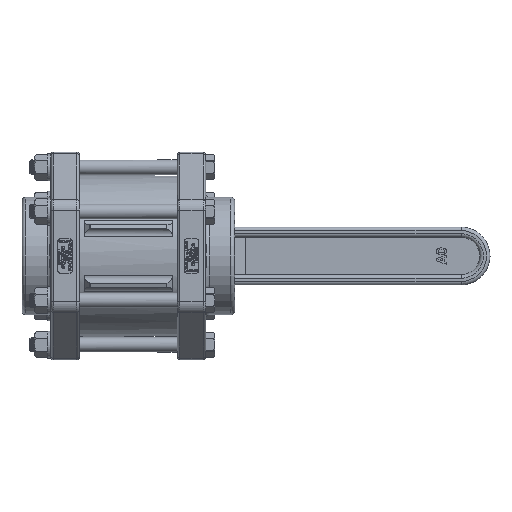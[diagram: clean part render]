
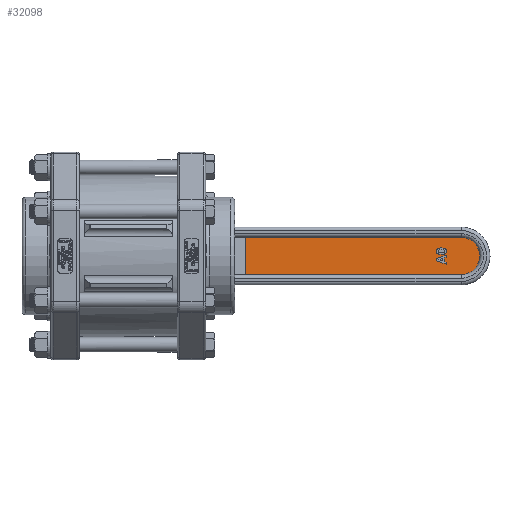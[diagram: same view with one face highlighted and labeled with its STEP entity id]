
A CAD part, front view. The second image highlights one B-rep face of the part: STEP entity #32098.
In plain terms, the highlighted planar face has unit normal (0, -1, 0).
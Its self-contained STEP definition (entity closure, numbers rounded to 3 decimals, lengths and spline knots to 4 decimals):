
#785=B_SPLINE_CURVE_WITH_KNOTS('',2,(#47454,#47455,#47456),
 .UNSPECIFIED.,.F.,.F.,(3,3),(0.,1.),.UNSPECIFIED.);
#787=B_SPLINE_CURVE_WITH_KNOTS('',2,(#47470,#47471,#47472),
 .UNSPECIFIED.,.F.,.F.,(3,3),(0.,1.),.UNSPECIFIED.);
#789=B_SPLINE_CURVE_WITH_KNOTS('',2,(#47485,#47486,#47487),
 .UNSPECIFIED.,.F.,.F.,(3,3),(0.,1.),.UNSPECIFIED.);
#791=B_SPLINE_CURVE_WITH_KNOTS('',2,(#47500,#47501,#47502),
 .UNSPECIFIED.,.F.,.F.,(3,3),(0.,1.),.UNSPECIFIED.);
#793=B_SPLINE_CURVE_WITH_KNOTS('',2,(#47515,#47516,#47517),
 .UNSPECIFIED.,.F.,.F.,(3,3),(0.,1.),.UNSPECIFIED.);
#795=B_SPLINE_CURVE_WITH_KNOTS('',2,(#47530,#47531,#47532),
 .UNSPECIFIED.,.F.,.F.,(3,3),(0.,1.),.UNSPECIFIED.);
#797=B_SPLINE_CURVE_WITH_KNOTS('',2,(#47545,#47546,#47547),
 .UNSPECIFIED.,.F.,.F.,(3,3),(0.,1.),.UNSPECIFIED.);
#799=B_SPLINE_CURVE_WITH_KNOTS('',2,(#47557,#47558,#47559),
 .UNSPECIFIED.,.F.,.F.,(3,3),(0.,1.),.UNSPECIFIED.);
#1529=FACE_BOUND('',#4309,.T.);
#1530=FACE_BOUND('',#4310,.T.);
#2456=FACE_OUTER_BOUND('',#4308,.T.);
#4308=EDGE_LOOP('',(#22422,#22423,#22424,#22425));
#4309=EDGE_LOOP('',(#22426,#22427,#22428,#22429,#22430,#22431,#22432,#22433));
#4310=EDGE_LOOP('',(#22434,#22435,#22436,#22437,#22438,#22439,#22440,#22441));
#6284=CIRCLE('',#34628,0.48);
#7085=LINE('',#47278,#10193);
#7089=LINE('',#47285,#10197);
#7092=LINE('',#47291,#10200);
#7095=LINE('',#47297,#10203);
#7098=LINE('',#47303,#10206);
#7101=LINE('',#47309,#10209);
#7104=LINE('',#47315,#10212);
#7106=LINE('',#47318,#10214);
#7123=LINE('',#47566,#10231);
#7124=LINE('',#47568,#10232);
#7125=LINE('',#47569,#10233);
#10193=VECTOR('',#37796,0.3937);
#10197=VECTOR('',#37802,0.3937);
#10200=VECTOR('',#37807,0.3937);
#10203=VECTOR('',#37812,0.3937);
#10206=VECTOR('',#37817,0.3937);
#10209=VECTOR('',#37822,0.3937);
#10212=VECTOR('',#37827,0.3937);
#10214=VECTOR('',#37831,0.3937);
#10231=VECTOR('',#37856,0.3937);
#10232=VECTOR('',#37857,0.3937);
#10233=VECTOR('',#37858,0.3937);
#13450=VERTEX_POINT('',#47275);
#13451=VERTEX_POINT('',#47277);
#13453=VERTEX_POINT('',#47283);
#13455=VERTEX_POINT('',#47289);
#13457=VERTEX_POINT('',#47295);
#13459=VERTEX_POINT('',#47301);
#13461=VERTEX_POINT('',#47307);
#13463=VERTEX_POINT('',#47313);
#13482=VERTEX_POINT('',#47451);
#13483=VERTEX_POINT('',#47453);
#13485=VERTEX_POINT('',#47468);
#13487=VERTEX_POINT('',#47483);
#13489=VERTEX_POINT('',#47498);
#13491=VERTEX_POINT('',#47513);
#13493=VERTEX_POINT('',#47528);
#13495=VERTEX_POINT('',#47543);
#13496=VERTEX_POINT('',#47562);
#13497=VERTEX_POINT('',#47563);
#13498=VERTEX_POINT('',#47565);
#13499=VERTEX_POINT('',#47567);
#16846=EDGE_CURVE('',#13451,#13450,#7085,.T.);
#16850=EDGE_CURVE('',#13450,#13453,#7089,.T.);
#16853=EDGE_CURVE('',#13453,#13455,#7092,.T.);
#16856=EDGE_CURVE('',#13455,#13457,#7095,.T.);
#16859=EDGE_CURVE('',#13457,#13459,#7098,.T.);
#16862=EDGE_CURVE('',#13459,#13461,#7101,.T.);
#16865=EDGE_CURVE('',#13461,#13463,#7104,.T.);
#16867=EDGE_CURVE('',#13463,#13451,#7106,.T.);
#16894=EDGE_CURVE('',#13483,#13482,#785,.T.);
#16898=EDGE_CURVE('',#13482,#13485,#787,.T.);
#16901=EDGE_CURVE('',#13485,#13487,#789,.T.);
#16904=EDGE_CURVE('',#13487,#13489,#791,.T.);
#16907=EDGE_CURVE('',#13489,#13491,#793,.T.);
#16910=EDGE_CURVE('',#13491,#13493,#795,.T.);
#16913=EDGE_CURVE('',#13493,#13495,#797,.T.);
#16915=EDGE_CURVE('',#13495,#13483,#799,.T.);
#16916=EDGE_CURVE('',#13496,#13497,#6284,.T.);
#16917=EDGE_CURVE('',#13497,#13498,#7123,.T.);
#16918=EDGE_CURVE('',#13498,#13499,#7124,.T.);
#16919=EDGE_CURVE('',#13499,#13496,#7125,.T.);
#22422=ORIENTED_EDGE('',*,*,#16916,.T.);
#22423=ORIENTED_EDGE('',*,*,#16917,.T.);
#22424=ORIENTED_EDGE('',*,*,#16918,.T.);
#22425=ORIENTED_EDGE('',*,*,#16919,.T.);
#22426=ORIENTED_EDGE('',*,*,#16846,.T.);
#22427=ORIENTED_EDGE('',*,*,#16850,.T.);
#22428=ORIENTED_EDGE('',*,*,#16853,.T.);
#22429=ORIENTED_EDGE('',*,*,#16856,.T.);
#22430=ORIENTED_EDGE('',*,*,#16859,.T.);
#22431=ORIENTED_EDGE('',*,*,#16862,.T.);
#22432=ORIENTED_EDGE('',*,*,#16865,.T.);
#22433=ORIENTED_EDGE('',*,*,#16867,.T.);
#22434=ORIENTED_EDGE('',*,*,#16894,.T.);
#22435=ORIENTED_EDGE('',*,*,#16898,.T.);
#22436=ORIENTED_EDGE('',*,*,#16901,.T.);
#22437=ORIENTED_EDGE('',*,*,#16904,.T.);
#22438=ORIENTED_EDGE('',*,*,#16907,.T.);
#22439=ORIENTED_EDGE('',*,*,#16910,.T.);
#22440=ORIENTED_EDGE('',*,*,#16913,.T.);
#22441=ORIENTED_EDGE('',*,*,#16915,.T.);
#30839=PLANE('',#34627);
#32098=ADVANCED_FACE('',(#2456,#1529,#1530),#30839,.F.);
#34627=AXIS2_PLACEMENT_3D('',#47561,#37852,#37853);
#34628=AXIS2_PLACEMENT_3D('',#47564,#37854,#37855);
#37796=DIRECTION('',(-0.333,0.,0.943));
#37802=DIRECTION('',(-1.,0.,0.));
#37807=DIRECTION('',(-0.323,0.,-0.946));
#37812=DIRECTION('',(-1.,0.,0.));
#37817=DIRECTION('',(0.329,0.,0.944));
#37822=DIRECTION('',(1.,0.,0.));
#37827=DIRECTION('',(0.324,0.,-0.946));
#37831=DIRECTION('',(-1.,0.,0.));
#37852=DIRECTION('center_axis',(0.,1.,0.));
#37853=DIRECTION('ref_axis',(0.,0.,1.));
#37854=DIRECTION('center_axis',(0.,-1.,0.));
#37855=DIRECTION('ref_axis',(-1.,0.,0.));
#37856=DIRECTION('',(0.,0.,1.));
#37857=DIRECTION('',(-1.,0.,0.));
#37858=DIRECTION('',(0.,0.,-1.));
#47275=CARTESIAN_POINT('',(-0.0481,0.39,-8.0709));
#47277=CARTESIAN_POINT('',(-0.0304,0.39,-8.121));
#47278=CARTESIAN_POINT('',(-0.3782,0.39,-7.1349));
#47283=CARTESIAN_POINT('',(-0.1406,0.39,-8.0709));
#47285=CARTESIAN_POINT('',(-0.0241,0.39,-8.0709));
#47289=CARTESIAN_POINT('',(-0.1578,0.39,-8.121));
#47291=CARTESIAN_POINT('',(0.1994,0.39,-7.0738));
#47295=CARTESIAN_POINT('',(-0.2102,0.39,-8.121));
#47297=CARTESIAN_POINT('',(-0.0789,0.39,-8.121));
#47301=CARTESIAN_POINT('',(-0.1232,0.39,-7.871));
#47303=CARTESIAN_POINT('',(0.1473,0.39,-7.0948));
#47307=CARTESIAN_POINT('',(-0.0639,0.39,-7.871));
#47309=CARTESIAN_POINT('',(-0.0616,0.39,-7.871));
#47313=CARTESIAN_POINT('',(0.0219,0.39,-8.121));
#47315=CARTESIAN_POINT('',(-0.364,0.39,-6.9958));
#47318=CARTESIAN_POINT('',(0.0109,0.39,-8.121));
#47451=CARTESIAN_POINT('',(0.123,0.39,-8.129));
#47453=CARTESIAN_POINT('',(0.1929,0.39,-8.0878));
#47454=CARTESIAN_POINT('Ctrl Pts',(0.1929,0.39,-8.0878));
#47455=CARTESIAN_POINT('Ctrl Pts',(0.1737,0.39,-8.129));
#47456=CARTESIAN_POINT('Ctrl Pts',(0.123,0.39,-8.129));
#47468=CARTESIAN_POINT('',(0.0526,0.39,-8.0878));
#47470=CARTESIAN_POINT('Ctrl Pts',(0.123,0.39,-8.129));
#47471=CARTESIAN_POINT('Ctrl Pts',(0.0722,0.39,-8.129));
#47472=CARTESIAN_POINT('Ctrl Pts',(0.0526,0.39,-8.0878));
#47483=CARTESIAN_POINT('',(0.0386,0.39,-8.0007));
#47485=CARTESIAN_POINT('Ctrl Pts',(0.0526,0.39,-8.0878));
#47486=CARTESIAN_POINT('Ctrl Pts',(0.0386,0.39,-8.0586));
#47487=CARTESIAN_POINT('Ctrl Pts',(0.0386,0.39,-8.0007));
#47498=CARTESIAN_POINT('',(0.0526,0.39,-7.9136));
#47500=CARTESIAN_POINT('Ctrl Pts',(0.0386,0.39,-8.0007));
#47501=CARTESIAN_POINT('Ctrl Pts',(0.0386,0.39,-7.9427));
#47502=CARTESIAN_POINT('Ctrl Pts',(0.0526,0.39,-7.9136));
#47513=CARTESIAN_POINT('',(0.123,0.39,-7.8724));
#47515=CARTESIAN_POINT('Ctrl Pts',(0.0526,0.39,-7.9136));
#47516=CARTESIAN_POINT('Ctrl Pts',(0.0722,0.39,-7.8724));
#47517=CARTESIAN_POINT('Ctrl Pts',(0.123,0.39,-7.8724));
#47528=CARTESIAN_POINT('',(0.1929,0.39,-7.9136));
#47530=CARTESIAN_POINT('Ctrl Pts',(0.123,0.39,-7.8724));
#47531=CARTESIAN_POINT('Ctrl Pts',(0.1737,0.39,-7.8724));
#47532=CARTESIAN_POINT('Ctrl Pts',(0.1929,0.39,-7.9136));
#47543=CARTESIAN_POINT('',(0.206,0.39,-8.0007));
#47545=CARTESIAN_POINT('Ctrl Pts',(0.1929,0.39,-7.9136));
#47546=CARTESIAN_POINT('Ctrl Pts',(0.206,0.39,-7.942));
#47547=CARTESIAN_POINT('Ctrl Pts',(0.206,0.39,-8.0007));
#47557=CARTESIAN_POINT('Ctrl Pts',(0.206,0.39,-8.0007));
#47558=CARTESIAN_POINT('Ctrl Pts',(0.206,0.39,-8.0594));
#47559=CARTESIAN_POINT('Ctrl Pts',(0.1929,0.39,-8.0878));
#47561=CARTESIAN_POINT('Origin',(0.,0.39,-5.8927));
#47562=CARTESIAN_POINT('',(-0.48,0.39,-8.5));
#47563=CARTESIAN_POINT('',(0.48,0.39,-8.5));
#47564=CARTESIAN_POINT('Origin',(0.,0.39,-8.5));
#47565=CARTESIAN_POINT('',(0.48,0.39,-3.));
#47566=CARTESIAN_POINT('',(0.48,0.39,-8.5));
#47567=CARTESIAN_POINT('',(-0.48,0.39,-3.));
#47568=CARTESIAN_POINT('',(0.48,0.39,-3.));
#47569=CARTESIAN_POINT('',(-0.48,0.39,-2.6206));
